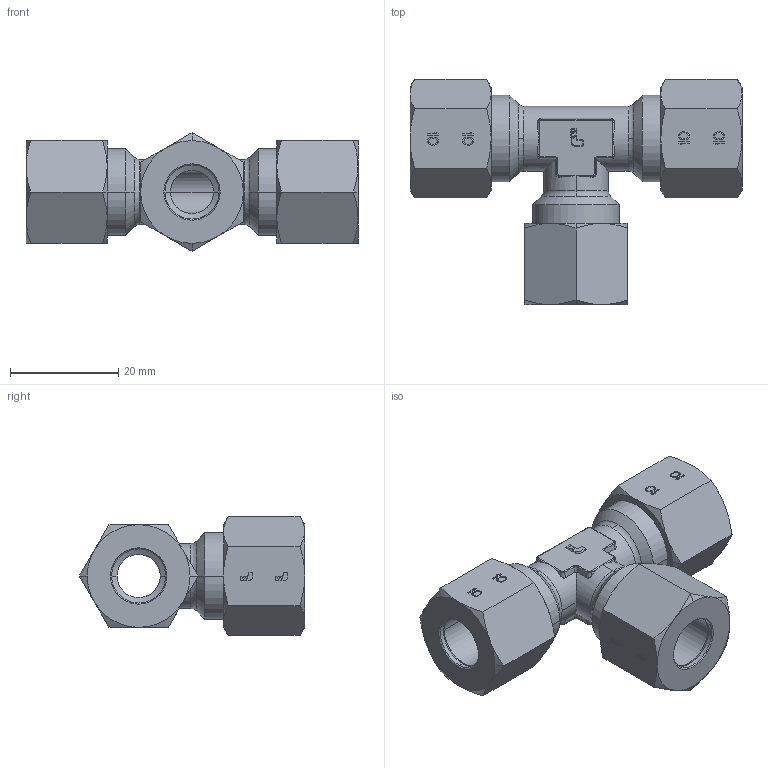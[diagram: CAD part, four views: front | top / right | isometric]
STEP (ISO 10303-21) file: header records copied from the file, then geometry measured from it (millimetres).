
FILE_DESCRIPTION(('STEP AP214'),'1');
FILE_NAME('1804_10_00.stp','2016-07-07T14:24:29',('TraceParts'),('TraceParts S.A.'),'Spatial InterOp 3D',' ',' ');
FILE_SCHEMA(('automotive_design'));
Length unit declared in the file: millimetre
Products named in the file (7): 1804-10-00_asm|1804-10-00U:1#1804-10-00U;1804-10-00U; 1804-10-00_asm|1824-10-00:1#1824-10-00;1824-10-00; 1804-10-00_asm|1824-10-00:2#1824-10-00;1824-10-00; 1804-10-00_asm|1824-10-00:3#1824-10-00;1824-10-00; 1804-10-00_asm|1810-10-00:1#1810-10-00;1810-10-00; 1804-10-00_asm|1810-10-00:2#1810-10-00;1810-10-00; 1804-10-00_asm|1810-10-00:3#1810-10-00;1810-10-00
Bounding box: 61.38 x 41.66 x 21.94 mm (x, y, z)
Volume: 14483.6 mm3; surface area: 12932 mm2
Topology: 7 solids, 7 shells, 984 faces, 2605 edges, 1681 vertices
Faces by surface type: plane 638, cylinder 168, cone 138, torus 40
Entity records: 38336 total; most frequent: CARTESIAN_POINT 5673, ORIENTED_EDGE 5210, DIRECTION 5044, EDGE_CURVE 2605, LINE 1940, VECTOR 1940, VERTEX_POINT 1681, AXIS2_PLACEMENT_3D 1552
